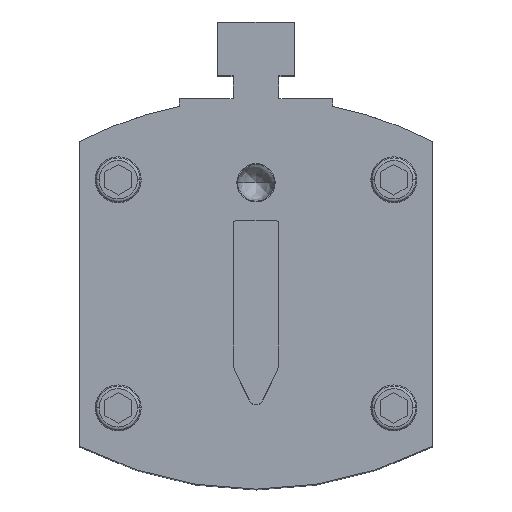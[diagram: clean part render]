
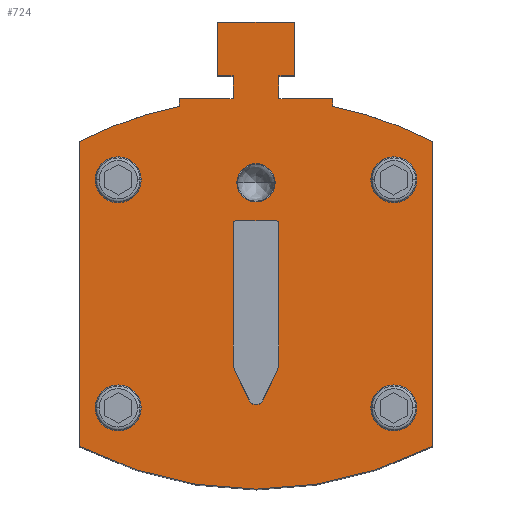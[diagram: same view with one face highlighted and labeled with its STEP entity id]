
A CAD part, top view. The second image highlights one B-rep face of the part: STEP entity #724.
In plain terms, the highlighted planar face has unit normal (0, 0, 1).
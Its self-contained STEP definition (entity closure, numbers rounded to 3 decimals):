
#277=DIRECTION('',(0.,1.,0.));
#278=VECTOR('',#277,1.01);
#279=CARTESIAN_POINT('',(33.,49.99,2.));
#280=LINE('',#279,#278);
#284=CARTESIAN_POINT('',(23.,1.,2.));
#285=DIRECTION('',(0.,0.,1.));
#286=DIRECTION('',(0.46,0.888,0.));
#287=AXIS2_PLACEMENT_3D('',#284,#285,#286);
#292=DIRECTION('',(0.,1.,0.));
#293=VECTOR('',#292,39.792);
#294=CARTESIAN_POINT('',(46.,5.604,2.));
#295=LINE('',#294,#293);
#299=CARTESIAN_POINT('',(23.,50.,2.));
#300=DIRECTION('',(0.,0.,1.));
#301=DIRECTION('',(-0.46,-0.888,0.));
#302=AXIS2_PLACEMENT_3D('',#299,#300,#301);
#307=DIRECTION('',(0.,-1.,0.));
#308=VECTOR('',#307,39.792);
#309=CARTESIAN_POINT('',(0.,45.396,2.));
#310=LINE('',#309,#308);
#314=CARTESIAN_POINT('',(23.,1.,2.));
#315=DIRECTION('',(0.,0.,1.));
#316=DIRECTION('',(-0.2,0.98,0.));
#317=AXIS2_PLACEMENT_3D('',#314,#315,#316);
#322=DIRECTION('',(0.,-1.,0.));
#323=VECTOR('',#322,1.01);
#324=CARTESIAN_POINT('',(13.,51.,2.));
#325=LINE('',#324,#323);
#329=DIRECTION('',(-1.,0.,0.));
#330=VECTOR('',#329,7.);
#331=CARTESIAN_POINT('',(20.,51.,2.));
#332=LINE('',#331,#330);
#336=DIRECTION('',(0.,-1.,0.));
#337=VECTOR('',#336,3.);
#338=CARTESIAN_POINT('',(20.,54.,2.));
#339=LINE('',#338,#337);
#343=DIRECTION('',(1.,0.,0.));
#344=VECTOR('',#343,2.);
#345=CARTESIAN_POINT('',(18.,54.,2.));
#346=LINE('',#345,#344);
#350=DIRECTION('',(0.,-1.,0.));
#351=VECTOR('',#350,7.);
#352=CARTESIAN_POINT('',(18.,61.,2.));
#353=LINE('',#352,#351);
#357=DIRECTION('',(-1.,0.,0.));
#358=VECTOR('',#357,10.);
#359=CARTESIAN_POINT('',(28.,61.,2.));
#360=LINE('',#359,#358);
#364=DIRECTION('',(0.,1.,0.));
#365=VECTOR('',#364,7.);
#366=CARTESIAN_POINT('',(28.,54.,2.));
#367=LINE('',#366,#365);
#371=DIRECTION('',(1.,0.,0.));
#372=VECTOR('',#371,2.);
#373=CARTESIAN_POINT('',(26.,54.,2.));
#374=LINE('',#373,#372);
#378=DIRECTION('',(0.,1.,0.));
#379=VECTOR('',#378,3.);
#380=CARTESIAN_POINT('',(26.,51.,2.));
#381=LINE('',#380,#379);
#385=DIRECTION('',(-1.,0.,0.));
#386=VECTOR('',#385,7.);
#387=CARTESIAN_POINT('',(33.,51.,2.));
#388=LINE('',#387,#386);
#392=CARTESIAN_POINT('',(23.,40.,2.));
#393=DIRECTION('',(0.,0.,-1.));
#394=DIRECTION('',(-1.,0.,0.));
#395=AXIS2_PLACEMENT_3D('',#392,#393,#394);
#400=CARTESIAN_POINT('',(23.,40.,2.));
#401=DIRECTION('',(0.,0.,-1.));
#402=DIRECTION('',(1.,0.,0.));
#403=AXIS2_PLACEMENT_3D('',#400,#401,#402);
#520=CARTESIAN_POINT('',(13.,49.99,2.));
#522=VERTEX_POINT('',#520);
#526=CARTESIAN_POINT('',(0.,45.396,2.));
#527=VERTEX_POINT('',#526);
#528=CARTESIAN_POINT('',(0.,5.604,2.));
#529=CARTESIAN_POINT('',(46.,5.604,2.));
#530=VERTEX_POINT('',#528);
#531=VERTEX_POINT('',#529);
#537=CARTESIAN_POINT('',(33.,49.99,2.));
#539=VERTEX_POINT('',#537);
#540=CARTESIAN_POINT('',(46.,45.396,2.));
#541=VERTEX_POINT('',#540);
#546=CARTESIAN_POINT('',(33.,51.,2.));
#547=VERTEX_POINT('',#546);
#566=CARTESIAN_POINT('',(13.,51.,2.));
#567=VERTEX_POINT('',#566);
#568=CARTESIAN_POINT('',(20.,51.,2.));
#569=VERTEX_POINT('',#568);
#570=CARTESIAN_POINT('',(20.,54.,2.));
#571=VERTEX_POINT('',#570);
#572=CARTESIAN_POINT('',(18.,54.,2.));
#573=VERTEX_POINT('',#572);
#574=CARTESIAN_POINT('',(18.,61.,2.));
#575=VERTEX_POINT('',#574);
#576=CARTESIAN_POINT('',(28.,61.,2.));
#577=VERTEX_POINT('',#576);
#578=CARTESIAN_POINT('',(28.,54.,2.));
#579=VERTEX_POINT('',#578);
#580=CARTESIAN_POINT('',(26.,54.,2.));
#581=VERTEX_POINT('',#580);
#582=CARTESIAN_POINT('',(26.,51.,2.));
#583=VERTEX_POINT('',#582);
#584=CARTESIAN_POINT('',(20.5,40.,2.));
#586=VERTEX_POINT('',#584);
#588=CARTESIAN_POINT('',(25.5,40.,2.));
#590=VERTEX_POINT('',#588);
#682=CARTESIAN_POINT('',(23.,45.556,2.));
#683=DIRECTION('',(0.,0.,1.));
#684=DIRECTION('',(1.,0.,0.));
#685=AXIS2_PLACEMENT_3D('',#682,#683,#684);
#686=PLANE('',#685);
#687=ORIENTED_EDGE('',*,*,#674,.F.);
#688=ORIENTED_EDGE('',*,*,#663,.F.);
#690=ORIENTED_EDGE('',*,*,#689,.F.);
#692=ORIENTED_EDGE('',*,*,#691,.F.);
#694=ORIENTED_EDGE('',*,*,#693,.F.);
#696=ORIENTED_EDGE('',*,*,#695,.F.);
#698=ORIENTED_EDGE('',*,*,#697,.F.);
#700=ORIENTED_EDGE('',*,*,#699,.F.);
#702=ORIENTED_EDGE('',*,*,#701,.F.);
#704=ORIENTED_EDGE('',*,*,#703,.F.);
#706=ORIENTED_EDGE('',*,*,#705,.F.);
#708=ORIENTED_EDGE('',*,*,#707,.F.);
#710=ORIENTED_EDGE('',*,*,#709,.F.);
#712=ORIENTED_EDGE('',*,*,#711,.F.);
#714=ORIENTED_EDGE('',*,*,#713,.F.);
#716=ORIENTED_EDGE('',*,*,#715,.F.);
#717=EDGE_LOOP('',(#687,#688,#690,#692,#694,#696,#698,#700,#702,#704,#706,#708,
#710,#712,#714,#716));
#718=FACE_OUTER_BOUND('',#717,.F.);
#719=ORIENTED_EDGE('',*,*,#601,.F.);
#721=ORIENTED_EDGE('',*,*,#720,.F.);
#722=EDGE_LOOP('',(#719,#721));
#723=FACE_BOUND('',#722,.F.);
#288=CIRCLE('',#287,50.);
#303=CIRCLE('',#302,50.);
#318=CIRCLE('',#317,50.);
#396=CIRCLE('',#395,2.5);
#404=CIRCLE('',#403,2.5);
#601=EDGE_CURVE('',#586,#590,#396,.T.);
#663=EDGE_CURVE('',#541,#539,#288,.T.);
#674=EDGE_CURVE('',#539,#547,#280,.T.);
#689=EDGE_CURVE('',#531,#541,#295,.T.);
#691=EDGE_CURVE('',#530,#531,#303,.T.);
#693=EDGE_CURVE('',#527,#530,#310,.T.);
#695=EDGE_CURVE('',#522,#527,#318,.T.);
#697=EDGE_CURVE('',#567,#522,#325,.T.);
#699=EDGE_CURVE('',#569,#567,#332,.T.);
#701=EDGE_CURVE('',#571,#569,#339,.T.);
#703=EDGE_CURVE('',#573,#571,#346,.T.);
#705=EDGE_CURVE('',#575,#573,#353,.T.);
#707=EDGE_CURVE('',#577,#575,#360,.T.);
#709=EDGE_CURVE('',#579,#577,#367,.T.);
#711=EDGE_CURVE('',#581,#579,#374,.T.);
#713=EDGE_CURVE('',#583,#581,#381,.T.);
#715=EDGE_CURVE('',#547,#583,#388,.T.);
#720=EDGE_CURVE('',#590,#586,#404,.T.);
#724=ADVANCED_FACE('',(#718,#723),#686,.T.);
